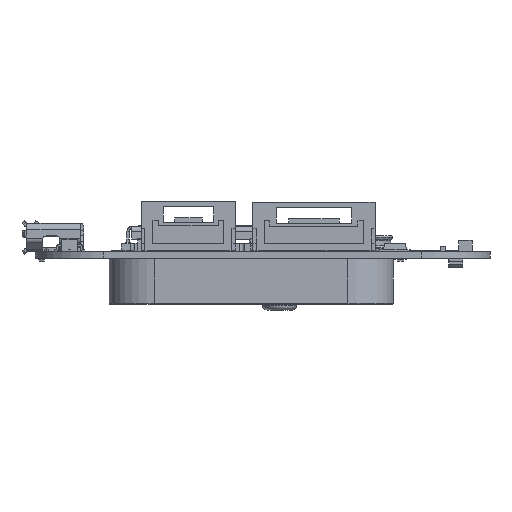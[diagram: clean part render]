
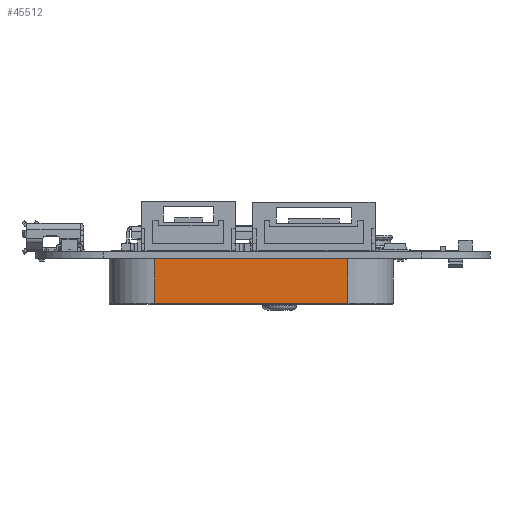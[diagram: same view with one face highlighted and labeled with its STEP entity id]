
A CAD part, left-side view. The second image highlights one B-rep face of the part: STEP entity #45512.
In plain terms, the highlighted planar face has unit normal (-1, 0, 0).
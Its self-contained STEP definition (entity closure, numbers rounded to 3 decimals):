
#1417=PLANE('',#48167);
#2761=LINE('',#65828,#7173);
#2763=LINE('',#65837,#7175);
#2764=LINE('',#65839,#7176);
#2765=LINE('',#65840,#7177);
#7173=VECTOR('',#52643,10.);
#7175=VECTOR('',#52655,10.);
#7176=VECTOR('',#52656,10.);
#7177=VECTOR('',#52657,10.);
#12508=FACE_OUTER_BOUND('',#15113,.T.);
#15113=EDGE_LOOP('',(#31253,#31254,#31255,#31256));
#20363=VERTEX_POINT('',#65822);
#20364=VERTEX_POINT('',#65826);
#20366=VERTEX_POINT('',#65836);
#20367=VERTEX_POINT('',#65838);
#24558=EDGE_CURVE('',#20364,#20363,#2761,.T.);
#24562=EDGE_CURVE('',#20366,#20364,#2763,.T.);
#24563=EDGE_CURVE('',#20366,#20367,#2764,.T.);
#24564=EDGE_CURVE('',#20363,#20367,#2765,.T.);
#31253=ORIENTED_EDGE('',*,*,#24558,.F.);
#31254=ORIENTED_EDGE('',*,*,#24562,.F.);
#31255=ORIENTED_EDGE('',*,*,#24563,.T.);
#31256=ORIENTED_EDGE('',*,*,#24564,.F.);
#45512=ADVANCED_FACE('',(#12508),#1417,.T.);
#48167=AXIS2_PLACEMENT_3D('',#65835,#52653,#52654);
#52643=DIRECTION('',(0.,1.,0.));
#52653=DIRECTION('center_axis',(-1.,0.,0.));
#52654=DIRECTION('ref_axis',(0.,1.,0.));
#52655=DIRECTION('',(0.,0.,-1.));
#52656=DIRECTION('',(0.,1.,0.));
#52657=DIRECTION('',(0.,0.,1.));
#65822=CARTESIAN_POINT('',(10.49,29.503,-3.951));
#65826=CARTESIAN_POINT('',(10.49,12.503,-3.951));
#65828=CARTESIAN_POINT('',(10.49,14.753,-3.951));
#65835=CARTESIAN_POINT('Origin',(10.49,8.503,-0.051));
#65836=CARTESIAN_POINT('',(10.49,12.503,-0.051));
#65837=CARTESIAN_POINT('',(10.49,12.503,-0.051));
#65838=CARTESIAN_POINT('',(10.49,29.503,-0.051));
#65839=CARTESIAN_POINT('',(10.49,8.503,-0.051));
#65840=CARTESIAN_POINT('',(10.49,29.503,-0.051));
